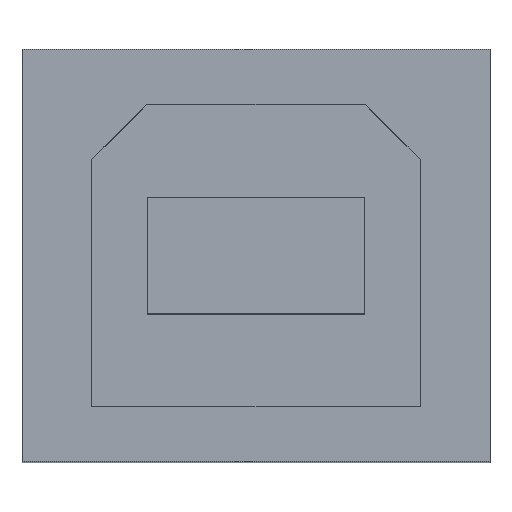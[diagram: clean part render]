
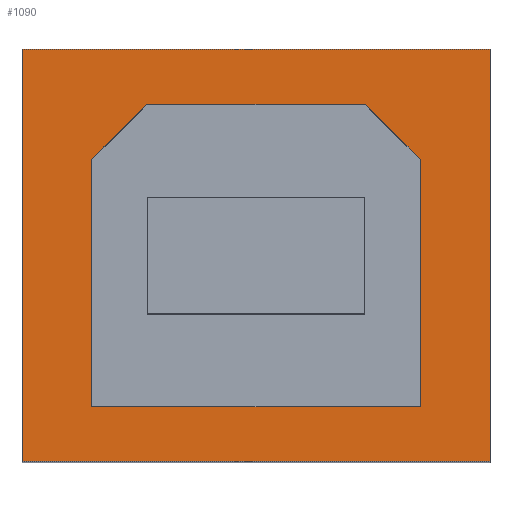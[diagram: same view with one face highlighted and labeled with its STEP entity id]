
A CAD part, top view. The second image highlights one B-rep face of the part: STEP entity #1090.
In plain terms, the highlighted planar face has unit normal (0, 0, 1).
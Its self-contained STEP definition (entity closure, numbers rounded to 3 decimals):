
#16=FACE_BOUND('',#140,.T.);
#76=FACE_OUTER_BOUND('',#139,.T.);
#139=EDGE_LOOP('',(#907,#908,#909,#910));
#140=EDGE_LOOP('',(#911,#912,#913,#914,#915,#916));
#265=LINE('',#1671,#411);
#269=LINE('',#1679,#415);
#272=LINE('',#1685,#418);
#275=LINE('',#1691,#421);
#278=LINE('',#1697,#424);
#281=LINE('',#1702,#427);
#283=LINE('',#1708,#429);
#284=LINE('',#1710,#430);
#285=LINE('',#1712,#431);
#286=LINE('',#1713,#432);
#411=VECTOR('',#1375,10.);
#415=VECTOR('',#1381,10.);
#418=VECTOR('',#1386,10.);
#421=VECTOR('',#1391,10.);
#424=VECTOR('',#1396,10.);
#427=VECTOR('',#1401,10.);
#429=VECTOR('',#1407,10.);
#430=VECTOR('',#1408,10.);
#431=VECTOR('',#1409,10.);
#432=VECTOR('',#1410,10.);
#515=VERTEX_POINT('',#1669);
#516=VERTEX_POINT('',#1670);
#519=VERTEX_POINT('',#1678);
#521=VERTEX_POINT('',#1684);
#523=VERTEX_POINT('',#1690);
#525=VERTEX_POINT('',#1696);
#527=VERTEX_POINT('',#1706);
#528=VERTEX_POINT('',#1707);
#529=VERTEX_POINT('',#1709);
#530=VERTEX_POINT('',#1711);
#649=EDGE_CURVE('',#515,#516,#265,.T.);
#653=EDGE_CURVE('',#519,#515,#269,.T.);
#656=EDGE_CURVE('',#521,#519,#272,.T.);
#659=EDGE_CURVE('',#523,#521,#275,.T.);
#662=EDGE_CURVE('',#525,#523,#278,.T.);
#665=EDGE_CURVE('',#516,#525,#281,.T.);
#667=EDGE_CURVE('',#527,#528,#283,.T.);
#668=EDGE_CURVE('',#528,#529,#284,.T.);
#669=EDGE_CURVE('',#529,#530,#285,.T.);
#670=EDGE_CURVE('',#530,#527,#286,.T.);
#907=ORIENTED_EDGE('',*,*,#667,.T.);
#908=ORIENTED_EDGE('',*,*,#668,.T.);
#909=ORIENTED_EDGE('',*,*,#669,.T.);
#910=ORIENTED_EDGE('',*,*,#670,.T.);
#911=ORIENTED_EDGE('',*,*,#649,.T.);
#912=ORIENTED_EDGE('',*,*,#665,.T.);
#913=ORIENTED_EDGE('',*,*,#662,.T.);
#914=ORIENTED_EDGE('',*,*,#659,.T.);
#915=ORIENTED_EDGE('',*,*,#656,.T.);
#916=ORIENTED_EDGE('',*,*,#653,.T.);
#1028=PLANE('',#1154);
#1090=ADVANCED_FACE('',(#76,#16),#1028,.T.);
#1154=AXIS2_PLACEMENT_3D('',#1705,#1405,#1406);
#1375=DIRECTION('',(0.707,-0.707,0.));
#1381=DIRECTION('',(1.,0.,0.));
#1386=DIRECTION('',(0.707,0.707,0.));
#1391=DIRECTION('',(0.,1.,0.));
#1396=DIRECTION('',(-1.,0.,0.));
#1401=DIRECTION('',(0.,-1.,0.));
#1405=DIRECTION('center_axis',(0.,0.,1.));
#1406=DIRECTION('ref_axis',(1.,0.,0.));
#1407=DIRECTION('',(0.,1.,0.));
#1408=DIRECTION('',(-1.,0.,0.));
#1409=DIRECTION('',(0.,-1.,0.));
#1410=DIRECTION('',(1.,0.,0.));
#1669=CARTESIAN_POINT('',(2.811,3.94,16.25));
#1670=CARTESIAN_POINT('',(4.225,2.526,16.25));
#1671=CARTESIAN_POINT('',(3.422,3.329,16.25));
#1678=CARTESIAN_POINT('',(-2.811,3.94,16.25));
#1679=CARTESIAN_POINT('',(-1.385,3.94,16.25));
#1684=CARTESIAN_POINT('',(-4.225,2.526,16.25));
#1685=CARTESIAN_POINT('',(-4.109,2.642,16.25));
#1690=CARTESIAN_POINT('',(-4.225,-3.84,16.25));
#1691=CARTESIAN_POINT('',(-4.225,-2.558,16.25));
#1696=CARTESIAN_POINT('',(4.225,-3.84,16.25));
#1697=CARTESIAN_POINT('',(2.133,-3.84,16.25));
#1702=CARTESIAN_POINT('',(4.225,0.625,16.25));
#1705=CARTESIAN_POINT('Origin',(0.04,-1.275,16.25));
#1706=CARTESIAN_POINT('',(6.02,-5.25,16.25));
#1707=CARTESIAN_POINT('',(6.02,5.35,16.25));
#1708=CARTESIAN_POINT('',(6.02,5.35,16.25));
#1709=CARTESIAN_POINT('',(-6.02,5.35,16.25));
#1710=CARTESIAN_POINT('',(-6.02,5.35,16.25));
#1711=CARTESIAN_POINT('',(-6.02,-5.25,16.25));
#1712=CARTESIAN_POINT('',(-6.02,-5.25,16.25));
#1713=CARTESIAN_POINT('',(6.02,-5.25,16.25));
